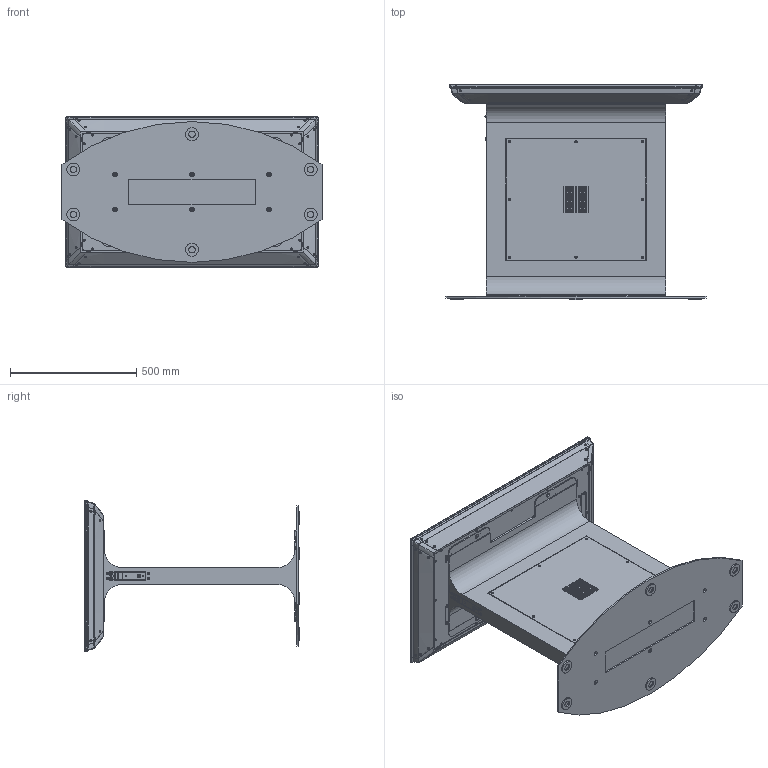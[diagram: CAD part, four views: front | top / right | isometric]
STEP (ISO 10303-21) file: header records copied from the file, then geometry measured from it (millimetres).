
FILE_DESCRIPTION (( 'STEP AP214' ), '1' );
FILE_NAME ('43 Platform Classic.STEP', '2020-09-14T15:40:31', ( '' ), ( '' ), 'SwSTEP 2.0', 'SolidWorks 2019', '' );
FILE_SCHEMA (( 'AUTOMOTIVE_DESIGN' ));
Length unit declared in the file: inch
Products named in the file (5): Platform Classic; 43 Presenter; 43 Platform Classic
Assembly tree (2 placements, depth 2):
  Platform Classic
  43 Presenter
  43 Platform Classic
    Platform Classic
    43 Presenter
Bounding box: 1028.7 x 852.44 x 595.83 mm (x, y, z)
Volume: 83548343.9 mm3; surface area: 4005934.5 mm2
Topology: 2 solids, 5 shells, 5085 faces, 12725 edges, 8270 vertices
Faces by surface type: plane 2949, cylinder 1499, bspline 395, cone 202, sphere 36, torus 4
Entity records: 236451 total; most frequent: CARTESIAN_POINT 115020, ORIENTED_EDGE 25346, DIRECTION 24432, EDGE_CURVE 12673, VERTEX_POINT 8270, AXIS2_PLACEMENT_3D 8186, VECTOR 8060, LINE 8060
